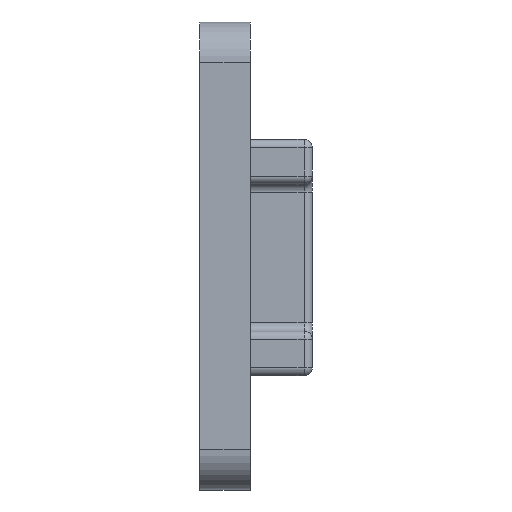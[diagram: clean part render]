
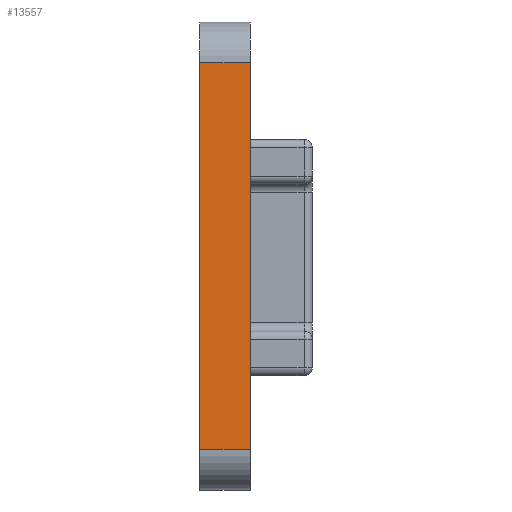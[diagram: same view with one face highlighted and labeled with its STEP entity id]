
A CAD part, front view. The second image highlights one B-rep face of the part: STEP entity #13557.
In plain terms, the highlighted planar face has unit normal (0, -1, 0).
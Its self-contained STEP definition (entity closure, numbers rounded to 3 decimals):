
#363 = VECTOR ( 'NONE', #13739, 1000. ) ;
#436 = FACE_OUTER_BOUND ( 'NONE', #12053, .T. ) ;
#2088 = LINE ( 'NONE', #6341, #4886 ) ;
#2535 = DIRECTION ( 'NONE',  ( 0., 0., -1. ) ) ;
#2829 = DIRECTION ( 'NONE',  ( -1., 0., 0. ) ) ;
#3404 = ORIENTED_EDGE ( 'NONE', *, *, #17536, .T. ) ;
#4815 = CARTESIAN_POINT ( 'NONE',  ( 1.55, -18.65, 11.85 ) ) ;
#4886 = VECTOR ( 'NONE', #2829, 1000. ) ;
#5888 = CARTESIAN_POINT ( 'NONE',  ( 1.55, -18.65, 14.35 ) ) ;
#6175 = EDGE_CURVE ( 'NONE', #16347, #7949, #18948, .T. ) ;
#6341 = CARTESIAN_POINT ( 'NONE',  ( 1.55, -18.65, 11.85 ) ) ;
#6610 = CARTESIAN_POINT ( 'NONE',  ( 1.55, -18.65, -11.85 ) ) ;
#7660 = VERTEX_POINT ( 'NONE', #4815 ) ;
#7892 = ORIENTED_EDGE ( 'NONE', *, *, #6175, .T. ) ;
#7949 = VERTEX_POINT ( 'NONE', #6610 ) ;
#8261 = VECTOR ( 'NONE', #18716, 1000. ) ;
#8704 = CARTESIAN_POINT ( 'NONE',  ( 1.55, -18.65, 14.35 ) ) ;
#10017 = CARTESIAN_POINT ( 'NONE',  ( 1.55, -18.65, -11.85 ) ) ;
#10224 = VECTOR ( 'NONE', #2535, 1000. ) ;
#12053 = EDGE_LOOP ( 'NONE', ( #16679, #7892, #16125, #3404 ) ) ;
#12097 = EDGE_CURVE ( 'NONE', #18713, #16347, #17428, .T. ) ;
#13557 = ADVANCED_FACE ( 'NONE', ( #436 ), #15740, .F. ) ;
#13739 = DIRECTION ( 'NONE',  ( 1., 0., 0. ) ) ;
#14864 = CARTESIAN_POINT ( 'NONE',  ( -1.55, -18.65, 14.35 ) ) ;
#15740 = PLANE ( 'NONE',  #15791 ) ;
#15791 = AXIS2_PLACEMENT_3D ( 'NONE', #8704, #18997, #17306 ) ;
#16125 = ORIENTED_EDGE ( 'NONE', *, *, #21262, .F. ) ;
#16302 = LINE ( 'NONE', #5888, #10224 ) ;
#16347 = VERTEX_POINT ( 'NONE', #17155 ) ;
#16679 = ORIENTED_EDGE ( 'NONE', *, *, #12097, .T. ) ;
#17155 = CARTESIAN_POINT ( 'NONE',  ( -1.55, -18.65, -11.85 ) ) ;
#17306 = DIRECTION ( 'NONE',  ( 0., 0., 1. ) ) ;
#17428 = LINE ( 'NONE', #14864, #8261 ) ;
#17536 = EDGE_CURVE ( 'NONE', #7660, #18713, #2088, .T. ) ;
#18713 = VERTEX_POINT ( 'NONE', #22775 ) ;
#18716 = DIRECTION ( 'NONE',  ( 0., 0., -1. ) ) ;
#18948 = LINE ( 'NONE', #10017, #363 ) ;
#18997 = DIRECTION ( 'NONE',  ( 0., 1., 0. ) ) ;
#21262 = EDGE_CURVE ( 'NONE', #7660, #7949, #16302, .T. ) ;
#22775 = CARTESIAN_POINT ( 'NONE',  ( -1.55, -18.65, 11.85 ) ) ;
